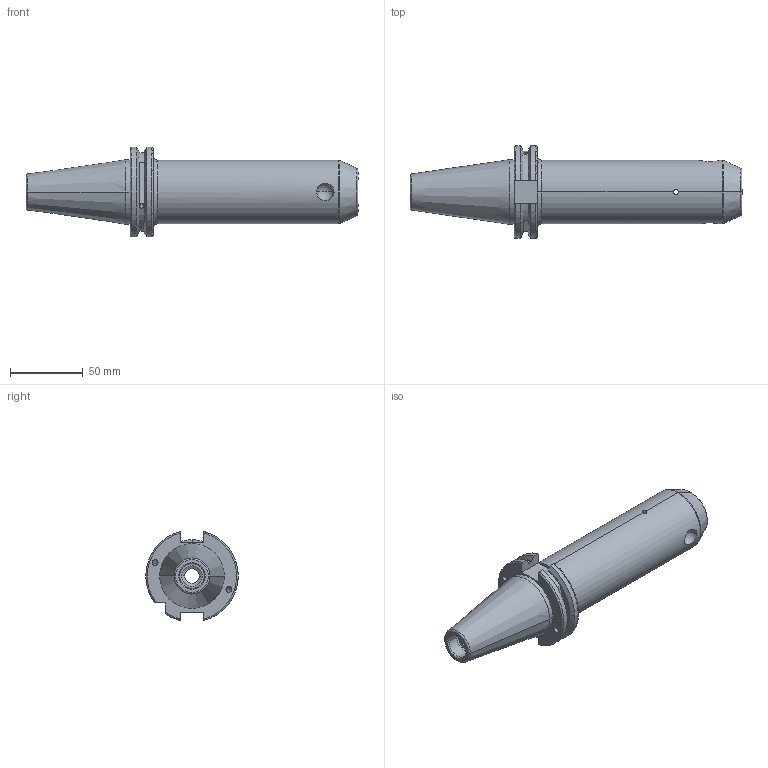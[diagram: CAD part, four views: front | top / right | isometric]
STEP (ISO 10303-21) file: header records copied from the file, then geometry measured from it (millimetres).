
FILE_DESCRIPTION (( 'STEP AP203' ), '1' );
FILE_NAME ('91406-WK214160.STEP', '2019-11-29T06:41:27', ( '' ), ( '' ), 'SwSTEP 2.0', 'SolidWorks 2018', '' );
FILE_SCHEMA (( 'CONFIG_CONTROL_DESIGN' ));
Length unit declared in the file: millimetre
Products named in the file (1): 91406-WK214160
Bounding box: 228.4 x 63.55 x 61.48 mm (x, y, z)
Volume: 293151.3 mm3; surface area: 46138.8 mm2
Topology: 1 solids, 1 shells, 139 faces, 350 edges, 218 vertices
Faces by surface type: cylinder 58, plane 37, cone 20, torus 18, bspline 4, sphere 2
Entity records: 5048 total; most frequent: CARTESIAN_POINT 1674, ORIENTED_EDGE 700, DIRECTION 685, EDGE_CURVE 350, AXIS2_PLACEMENT_3D 277, VERTEX_POINT 218, EDGE_LOOP 164, CIRCLE 141
